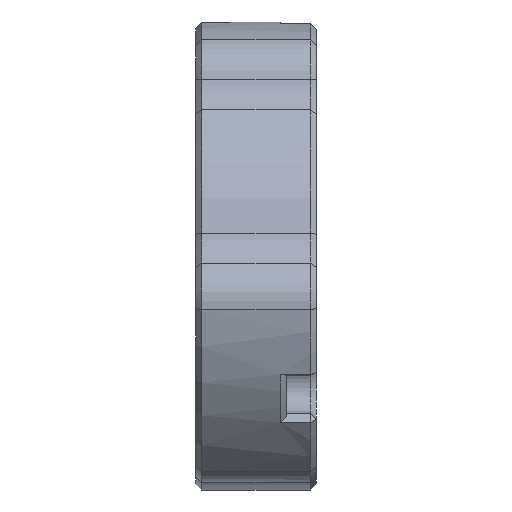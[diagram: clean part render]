
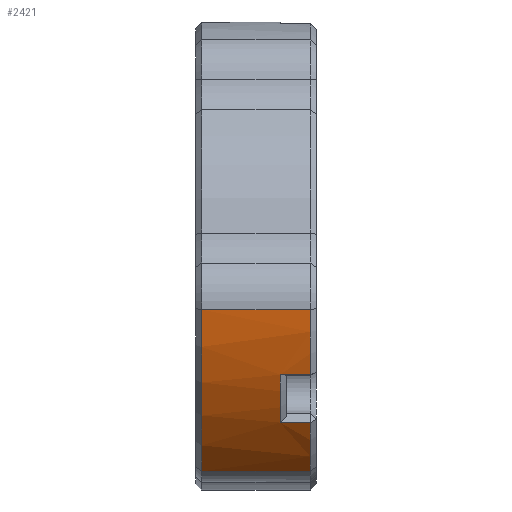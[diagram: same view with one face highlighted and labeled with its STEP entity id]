
A CAD part, left-side view. The second image highlights one B-rep face of the part: STEP entity #2421.
In plain terms, the highlighted cylindrical face has radius 25 mm (diameter 50 mm), a partial arc.
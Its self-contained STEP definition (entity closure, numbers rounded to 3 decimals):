
#37 = CIRCLE ( 'NONE', #5258, 25. ) ;
#49 = CARTESIAN_POINT ( 'NONE',  ( 0., 2.6, 0. ) ) ;
#173 = CARTESIAN_POINT ( 'NONE',  ( 0., 10.4, 0. ) ) ;
#180 = ORIENTED_EDGE ( 'NONE', *, *, #4307, .T. ) ;
#431 = VERTEX_POINT ( 'NONE', #1242 ) ;
#526 = ORIENTED_EDGE ( 'NONE', *, *, #1467, .T. ) ;
#783 = CIRCLE ( 'NONE', #4845, 25. ) ;
#1020 = DIRECTION ( 'NONE',  ( 0., -1., 0. ) ) ;
#1038 = EDGE_CURVE ( 'NONE', #3756, #431, #4955, .T. ) ;
#1242 = CARTESIAN_POINT ( 'NONE',  ( -20.145, 2.6, -14.805 ) ) ;
#1258 = LINE ( 'NONE', #3174, #1946 ) ;
#1333 = EDGE_CURVE ( 'NONE', #1338, #2094, #5619, .T. ) ;
#1338 = VERTEX_POINT ( 'NONE', #4453 ) ;
#1356 = CARTESIAN_POINT ( 'NONE',  ( -20.145, 11., -14.805 ) ) ;
#1467 = EDGE_CURVE ( 'NONE', #4733, #3156, #1258, .T. ) ;
#1540 = DIRECTION ( 'NONE',  ( 0., -1., 0. ) ) ;
#1759 = EDGE_CURVE ( 'NONE', #3156, #3756, #783, .T. ) ;
#1827 = DIRECTION ( 'NONE',  ( 0., -1., 0. ) ) ;
#1850 = AXIS2_PLACEMENT_3D ( 'NONE', #5378, #2588, #5792 ) ;
#1935 = CARTESIAN_POINT ( 'NONE',  ( -24.744, 11., -3.569 ) ) ;
#1946 = VECTOR ( 'NONE', #5033, 1000. ) ;
#2094 = VERTEX_POINT ( 'NONE', #3527 ) ;
#2098 = CARTESIAN_POINT ( 'NONE',  ( -15.463, 10.4, -19.644 ) ) ;
#2119 = CARTESIAN_POINT ( 'NONE',  ( 0., -0.4, 0. ) ) ;
#2391 = DIRECTION ( 'NONE',  ( 0., 1., 0. ) ) ;
#2421 = ADVANCED_FACE ( 'NONE', ( #5166 ), #2434, .T. ) ;
#2434 = CYLINDRICAL_SURFACE ( 'NONE', #4451, 25. ) ;
#2588 = DIRECTION ( 'NONE',  ( 0., 1., 0. ) ) ;
#2589 = CARTESIAN_POINT ( 'NONE',  ( -15.463, -0.4, -19.644 ) ) ;
#2683 = EDGE_CURVE ( 'NONE', #2094, #2927, #3285, .T. ) ;
#2702 = ORIENTED_EDGE ( 'NONE', *, *, #4648, .T. ) ;
#2840 = CIRCLE ( 'NONE', #4196, 25. ) ;
#2927 = VERTEX_POINT ( 'NONE', #5231 ) ;
#3156 = VERTEX_POINT ( 'NONE', #2589 ) ;
#3172 = LINE ( 'NONE', #5580, #5078 ) ;
#3174 = CARTESIAN_POINT ( 'NONE',  ( -15.463, 11., -19.644 ) ) ;
#3242 = ORIENTED_EDGE ( 'NONE', *, *, #5045, .T. ) ;
#3273 = DIRECTION ( 'NONE',  ( 0., 1., 0. ) ) ;
#3285 = LINE ( 'NONE', #1935, #3682 ) ;
#3469 = VECTOR ( 'NONE', #5475, 1000. ) ;
#3489 = ORIENTED_EDGE ( 'NONE', *, *, #1759, .T. ) ;
#3527 = CARTESIAN_POINT ( 'NONE',  ( -24.744, -0.4, -3.569 ) ) ;
#3682 = VECTOR ( 'NONE', #2391, 1000. ) ;
#3756 = VERTEX_POINT ( 'NONE', #5945 ) ;
#3857 = DIRECTION ( 'NONE',  ( 0., 0., 1. ) ) ;
#4196 = AXIS2_PLACEMENT_3D ( 'NONE', #49, #3273, #4387 ) ;
#4307 = EDGE_CURVE ( 'NONE', #2927, #4733, #37, .T. ) ;
#4387 = DIRECTION ( 'NONE',  ( 0., 0., -1. ) ) ;
#4451 = AXIS2_PLACEMENT_3D ( 'NONE', #5593, #1020, #5134 ) ;
#4453 = CARTESIAN_POINT ( 'NONE',  ( -22.894, -0.4, -10.043 ) ) ;
#4618 = ORIENTED_EDGE ( 'NONE', *, *, #1333, .T. ) ;
#4648 = EDGE_CURVE ( 'NONE', #431, #5860, #2840, .T. ) ;
#4733 = VERTEX_POINT ( 'NONE', #2098 ) ;
#4845 = AXIS2_PLACEMENT_3D ( 'NONE', #2119, #5812, #5332 ) ;
#4955 = LINE ( 'NONE', #1356, #3469 ) ;
#4992 = CARTESIAN_POINT ( 'NONE',  ( -22.894, 2.6, -10.043 ) ) ;
#5033 = DIRECTION ( 'NONE',  ( 0., -1., 0. ) ) ;
#5045 = EDGE_CURVE ( 'NONE', #5860, #1338, #3172, .T. ) ;
#5074 = ORIENTED_EDGE ( 'NONE', *, *, #1038, .T. ) ;
#5078 = VECTOR ( 'NONE', #1827, 1000. ) ;
#5134 = DIRECTION ( 'NONE',  ( 0., 0., -1. ) ) ;
#5166 = FACE_OUTER_BOUND ( 'NONE', #5867, .T. ) ;
#5231 = CARTESIAN_POINT ( 'NONE',  ( -24.744, 10.4, -3.569 ) ) ;
#5258 = AXIS2_PLACEMENT_3D ( 'NONE', #173, #1540, #3857 ) ;
#5332 = DIRECTION ( 'NONE',  ( 0., 0., -1. ) ) ;
#5378 = CARTESIAN_POINT ( 'NONE',  ( 0., -0.4, 0. ) ) ;
#5475 = DIRECTION ( 'NONE',  ( 0., 1., 0. ) ) ;
#5580 = CARTESIAN_POINT ( 'NONE',  ( -22.894, 11., -10.043 ) ) ;
#5593 = CARTESIAN_POINT ( 'NONE',  ( 0., 11., 0. ) ) ;
#5619 = CIRCLE ( 'NONE', #1850, 25. ) ;
#5784 = ORIENTED_EDGE ( 'NONE', *, *, #2683, .T. ) ;
#5792 = DIRECTION ( 'NONE',  ( 0., 0., -1. ) ) ;
#5812 = DIRECTION ( 'NONE',  ( 0., 1., 0. ) ) ;
#5860 = VERTEX_POINT ( 'NONE', #4992 ) ;
#5867 = EDGE_LOOP ( 'NONE', ( #5784, #180, #526, #3489, #5074, #2702, #3242, #4618 ) ) ;
#5945 = CARTESIAN_POINT ( 'NONE',  ( -20.145, -0.4, -14.805 ) ) ;
